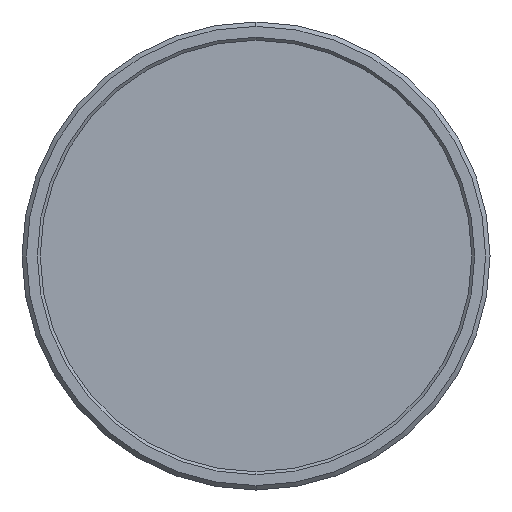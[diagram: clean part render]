
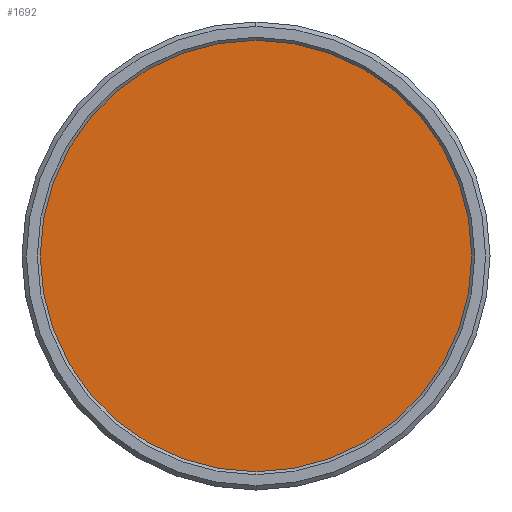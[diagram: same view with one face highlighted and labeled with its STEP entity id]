
A CAD part, left-side view. The second image highlights one B-rep face of the part: STEP entity #1692.
In plain terms, the highlighted planar face has unit normal (-1, 0, 0).
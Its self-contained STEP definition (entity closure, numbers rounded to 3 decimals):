
#84 = DIRECTION ( 'NONE',  ( 0., 0., -1. ) ) ;
#136 = EDGE_LOOP ( 'NONE', ( #242, #578 ) ) ;
#170 = CARTESIAN_POINT ( 'NONE',  ( 2.75, 15.628, 0. ) ) ;
#242 = ORIENTED_EDGE ( 'NONE', *, *, #752, .T. ) ;
#275 = AXIS2_PLACEMENT_3D ( 'NONE', #1462, #480, #614 ) ;
#287 = CARTESIAN_POINT ( 'NONE',  ( 2.75, 0., 14.75 ) ) ;
#453 = DIRECTION ( 'NONE',  ( 1., 0., 0. ) ) ;
#480 = DIRECTION ( 'NONE',  ( -1., 0., 0. ) ) ;
#518 = DIRECTION ( 'NONE',  ( -1., 0., 0. ) ) ;
#578 = ORIENTED_EDGE ( 'NONE', *, *, #1745, .T. ) ;
#614 = DIRECTION ( 'NONE',  ( 0., 0., -1. ) ) ;
#617 = VERTEX_POINT ( 'NONE', #287 ) ;
#720 = PLANE ( 'NONE',  #1022 ) ;
#752 = EDGE_CURVE ( 'NONE', #617, #1172, #1757, .T. ) ;
#1022 = AXIS2_PLACEMENT_3D ( 'NONE', #170, #453, #1728 ) ;
#1172 = VERTEX_POINT ( 'NONE', #1440 ) ;
#1440 = CARTESIAN_POINT ( 'NONE',  ( 2.75, 0., -14.75 ) ) ;
#1462 = CARTESIAN_POINT ( 'NONE',  ( 2.75, 0., 0. ) ) ;
#1527 = AXIS2_PLACEMENT_3D ( 'NONE', #1675, #518, #84 ) ;
#1539 = CIRCLE ( 'NONE', #1527, 14.75 ) ;
#1675 = CARTESIAN_POINT ( 'NONE',  ( 2.75, 0., 0. ) ) ;
#1692 = ADVANCED_FACE ( 'NONE', ( #1813 ), #720, .F. ) ;
#1728 = DIRECTION ( 'NONE',  ( 0., 0., -1. ) ) ;
#1745 = EDGE_CURVE ( 'NONE', #1172, #617, #1539, .T. ) ;
#1757 = CIRCLE ( 'NONE', #275, 14.75 ) ;
#1813 = FACE_OUTER_BOUND ( 'NONE', #136, .T. ) ;
